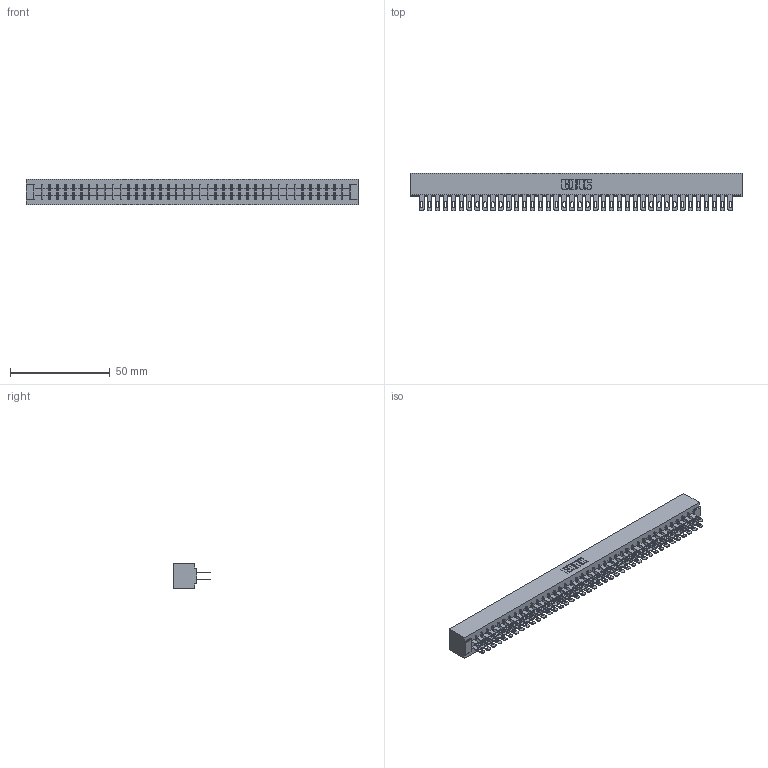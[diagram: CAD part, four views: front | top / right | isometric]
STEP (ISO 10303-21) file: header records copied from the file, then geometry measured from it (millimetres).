
FILE_DESCRIPTION (( 'STEP AP203' ), '1' );
FILE_NAME ('305-080-500-501.STEP', '2019-09-10T09:37:00', ( '' ), ( '' ), 'SwSTEP 2.0', 'SolidWorks 2016', '' );
FILE_SCHEMA (( 'CONFIG_CONTROL_DESIGN' ));
Length unit declared in the file: inch
Products named in the file (3): 305-290-001_500; 305-080-500-501; 305 Part_No Mounting
Assembly tree (81 placements, depth 2):
  305-080-500-501
    305 Part_No Mounting
    305-290-001_500  x80
Bounding box: 166.37 x 18.85 x 12.7 mm (x, y, z)
Volume: 17523.4 mm3; surface area: 25105.7 mm2
Topology: 81 solids, 81 shells, 4108 faces, 11772 edges, 7632 vertices
Faces by surface type: plane 2304, cylinder 1644, sphere 160
Entity records: 43297 total; most frequent: CARTESIAN_POINT 7162, ORIENTED_EDGE 7108, DIRECTION 6930, EDGE_CURVE 3554, VECTOR 2874, LINE 2874, VERTEX_POINT 2260, AXIS2_PLACEMENT_3D 2028
